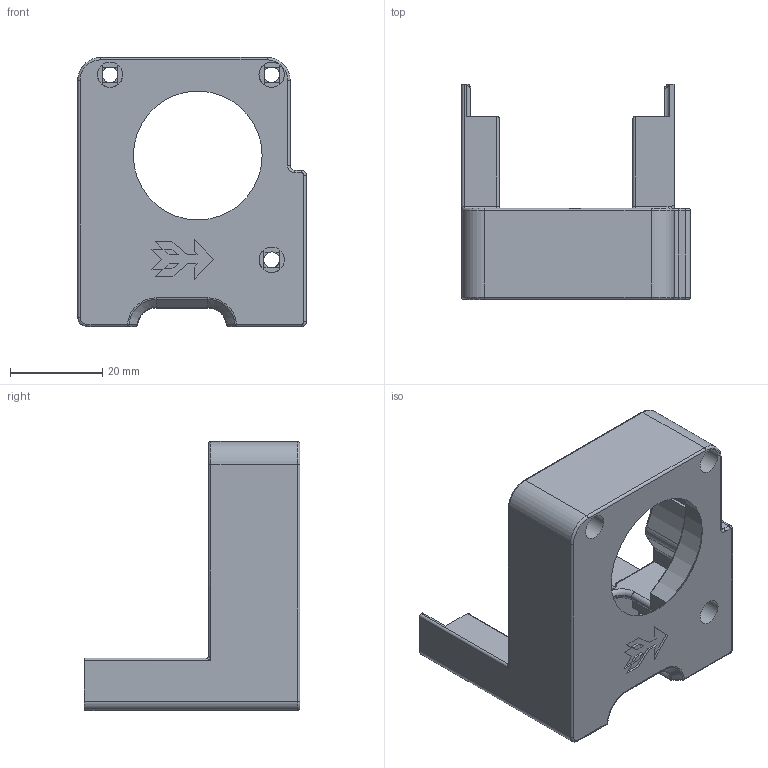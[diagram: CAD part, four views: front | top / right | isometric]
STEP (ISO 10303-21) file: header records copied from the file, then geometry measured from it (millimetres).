
FILE_DESCRIPTION(/* description */ (''),/* implementation_level */ '2;1');
FILE_NAME(/* name */ 'BTT Omron Fan Body v1.step',/* time_stamp */ '2024-05-15T21:32:40+08:00',/* author */ (''),/* organization */ (''),/* preprocessor_version */ 'ST-DEVELOPER v20',/* originating_system */ 'Autodesk Translation Framework v12.20.1.177',/* authorisation */ '');
FILE_SCHEMA (('AUTOMOTIVE_DESIGN { 1 0 10303 214 3 1 1 }'));
Length unit declared in the file: millimetre
Products named in the file (1): BTT Omron Fan Body
Bounding box: 49.5 x 46.7 x 58.26 mm (x, y, z)
Volume: 20902.1 mm3; surface area: 16385.8 mm2
Topology: 1 solids, 1 shells, 434 faces, 1128 edges, 687 vertices
Faces by surface type: plane 174, cylinder 143, torus 58, bspline 46, sphere 10, cone 3
Full cylindrical faces by diameter (mm): 3.4 x3, 4.7 x2, 5.5 x3
Entity records: 14998 total; most frequent: CARTESIAN_POINT 4361, DIRECTION 2253, ORIENTED_EDGE 2236, EDGE_CURVE 1118, AXIS2_PLACEMENT_3D 838, VERTEX_POINT 687, LINE 577, VECTOR 577
